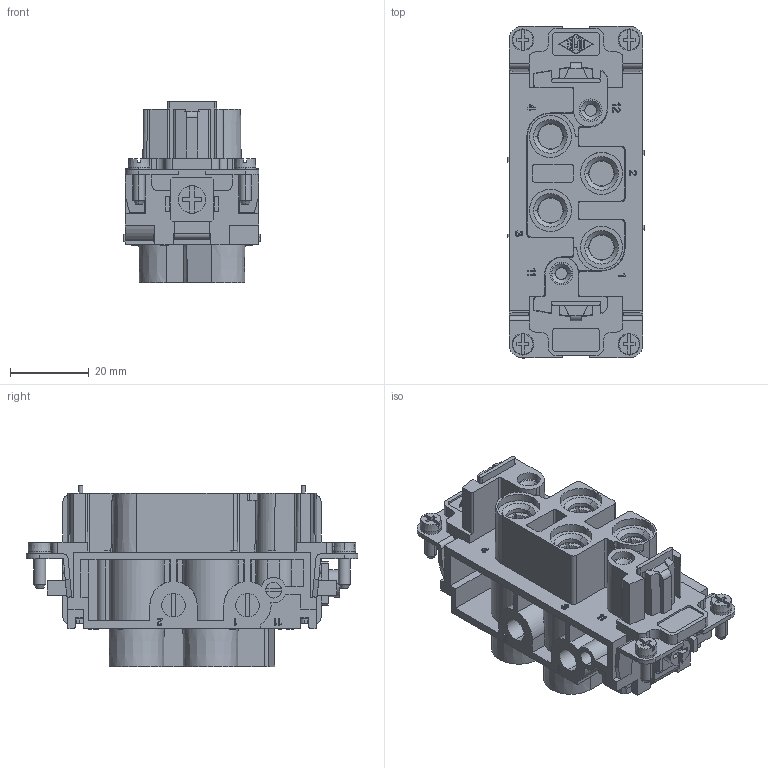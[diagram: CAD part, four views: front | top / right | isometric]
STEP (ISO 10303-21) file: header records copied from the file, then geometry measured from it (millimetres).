
FILE_DESCRIPTION(('Creo Elements/Direct Modeling STEP Export'),'2;1');
FILE_NAME('0lndrr04d35jjvf344','2017-10-06T11:14:31',(''),(''),'PTC Creo Elements/Direct Modeling STEP processor for AP214 (Solid Model)','PTC Creo Elements/Direct Modeling 19.0B 21-Mar-2015 (C) Parametric Technology GmbH','');
FILE_SCHEMA(('AUTOMOTIVE_DESIGN { 1 0 10303 214 1 1 1 1 }'));
Length unit declared in the file: millimetre
Products named in the file (2): CXF_4-2_RY
Assembly tree (1 placements, depth 2):
  CXF_4-2_RY
    CXF_4-2_RY
Bounding box: 34.6 x 84.4 x 46.2 mm (x, y, z)
Volume: 45405.7 mm3; surface area: 28392.3 mm2
Topology: 1 solids, 1 shells, 1613 faces, 4540 edges, 3014 vertices
Faces by surface type: plane 1334, cylinder 237, cone 42
Entity records: 55552 total; most frequent: CARTESIAN_POINT 10665, ORIENTED_EDGE 9080, DIRECTION 7865, EDGE_CURVE 4540, VECTOR 3779, LINE 3779, VERTEX_POINT 3014, AXIS2_PLACEMENT_3D 2043
